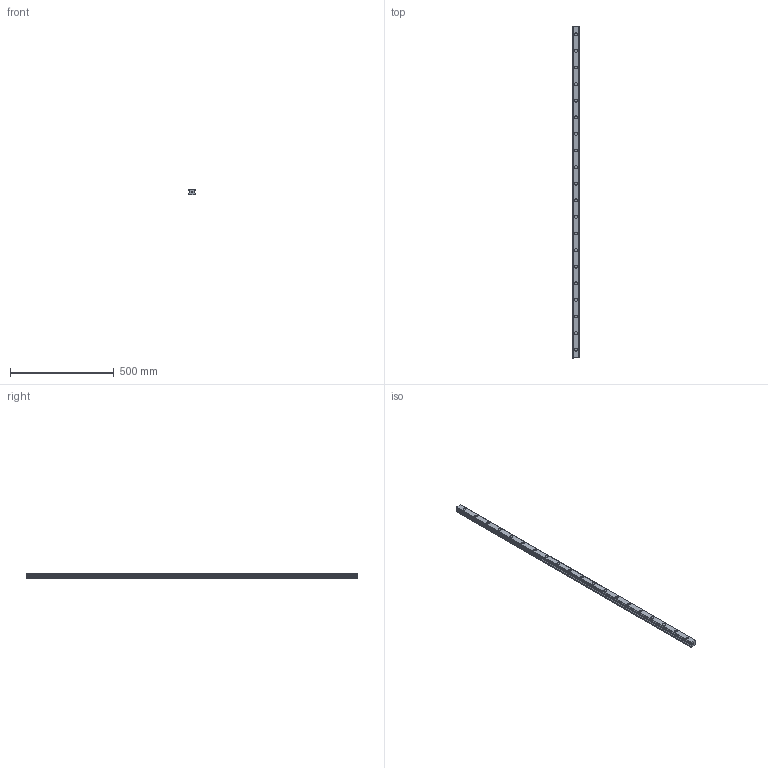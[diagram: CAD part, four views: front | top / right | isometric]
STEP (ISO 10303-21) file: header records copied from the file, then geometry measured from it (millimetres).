
FILE_DESCRIPTION(('STEP AP214'),'1');
FILE_NAME('cctmp_488DE7A2-92A4-4B69-9347-82C0CA005EB5_2021_02_17_12_13_54_0034..stp','2021-02-17T11:13:54',('HIWIN GmbH'),('CADClick - www.CADClick.com'),'Spatial InterOp 3D',' ','unknown authorization');
FILE_SCHEMA(('AUTOMOTIVE_DESIGN'));
Length unit declared in the file: millimetre
Products named in the file (1): EGR35R1600C_FILE
Bounding box: 34 x 1600 x 27.5 mm (x, y, z)
Volume: 1259870 mm3; surface area: 224985.7 mm2
Topology: 1 solids, 1 shells, 287 faces, 663 edges, 442 vertices
Faces by surface type: plane 149, cylinder 138
Entity records: 10553 total; most frequent: DIRECTION 1515, CARTESIAN_POINT 1393, ORIENTED_EDGE 1326, EDGE_CURVE 663, AXIS2_PLACEMENT_3D 564, VERTEX_POINT 442, LINE 387, VECTOR 387
